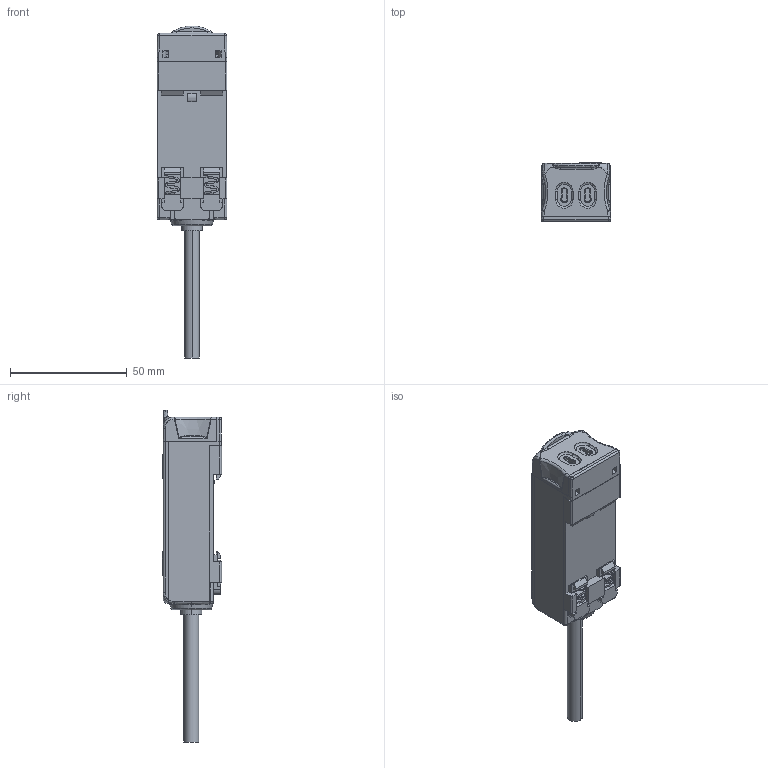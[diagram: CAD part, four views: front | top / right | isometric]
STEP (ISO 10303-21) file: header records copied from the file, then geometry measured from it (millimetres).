
FILE_DESCRIPTION((''),'2;1');
FILE_NAME('141699_SM01_ASM','2025-06-18T11:55:37',('banengservice'),('BANNER ENGINEERING'),'CREO PARAMETRIC BY PTC INC, 2022414','CREO PARAMETRIC BY PTC INC, 2022414','');
FILE_SCHEMA(('CONFIG_CONTROL_DESIGN'));
Length unit declared in the file: millimetre
Products named in the file (2): 141699_EP01; 141699_SM01_ASM
Assembly tree (1 placements, depth 2):
  141699_SM01_ASM
    141699_EP01
Bounding box: 30 x 25.34 x 142.33 mm (x, y, z)
Volume: 54726.1 mm3; surface area: 19318.9 mm2
Topology: 2 solids, 2 shells, 606 faces, 1597 edges, 1000 vertices
Faces by surface type: plane 337, cylinder 153, bspline 64, extrusion 26, torus 12, cone 10, sphere 4
Entity records: 24326 total; most frequent: CARTESIAN_POINT 9789, ORIENTED_EDGE 3194, DIRECTION 2734, EDGE_CURVE 1597, VECTOR 1046, LINE 1020, VERTEX_POINT 1000, AXIS2_PLACEMENT_3D 844
